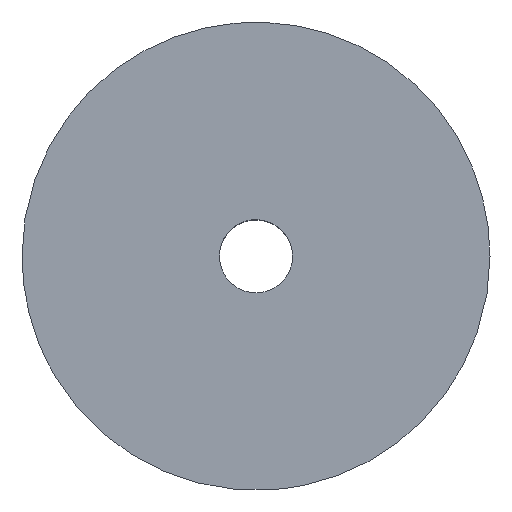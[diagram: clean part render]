
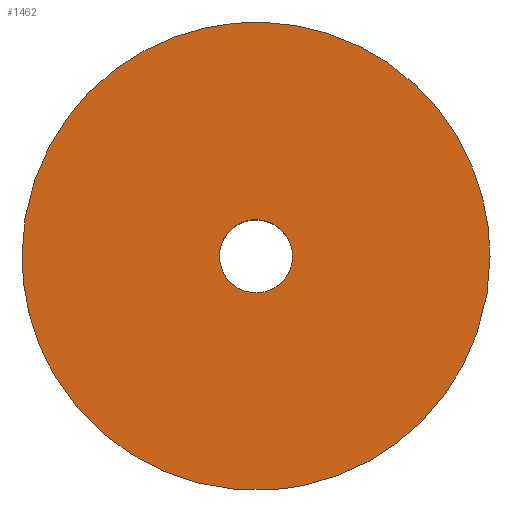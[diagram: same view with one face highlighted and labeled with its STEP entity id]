
A CAD part, top view. The second image highlights one B-rep face of the part: STEP entity #1462.
In plain terms, the highlighted free-form (B-spline) face has degree [1, 1] with [2, 2] control points.
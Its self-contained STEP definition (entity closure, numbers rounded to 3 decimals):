
#716=CARTESIAN_POINT('',(1.255,-15.951,25.));
#717=VERTEX_POINT('',#716);
#723=CARTESIAN_POINT('',(-14.878,-5.886,25.));
#724=VERTEX_POINT('',#723);
#725=CARTESIAN_POINT('',(1.255,-15.951,25.));
#726=CARTESIAN_POINT('',(0.629,-16.,25.));
#727=CARTESIAN_POINT('',(0.,-16.,25.));
#728=CARTESIAN_POINT('',(-10.876,-16.,25.));
#729=CARTESIAN_POINT('',(-14.878,-5.886,25.));
#737=(BOUNDED_CURVE()B_SPLINE_CURVE(2,(#725,#726,#727,#728,#729),.UNSPECIFIED.,.F.,.U.)B_SPLINE_CURVE_WITH_KNOTS((3,2,3),(0.736,0.75,0.938),.UNSPECIFIED.)CURVE()GEOMETRIC_REPRESENTATION_ITEM()RATIONAL_B_SPLINE_CURVE((0.97,0.984,1.0,0.78,0.89))REPRESENTATION_ITEM(''));
#738=EDGE_CURVE('',#717,#724,#737,.T.);
#790=CARTESIAN_POINT('',(-16.0,0.0,25.0));
#791=VERTEX_POINT('',#790);
#792=CARTESIAN_POINT('',(-14.878,-5.886,25.));
#793=CARTESIAN_POINT('',(-16.,-3.05,25.));
#794=CARTESIAN_POINT('',(-16.0,0.0,25.0));
#802=(BOUNDED_CURVE()B_SPLINE_CURVE(2,(#792,#793,#794),.UNSPECIFIED.,.F.,.U.)B_SPLINE_CURVE_WITH_KNOTS((3,3),(0.938,1.0),.UNSPECIFIED.)CURVE()GEOMETRIC_REPRESENTATION_ITEM()RATIONAL_B_SPLINE_CURVE((0.89,0.927,1.0))REPRESENTATION_ITEM(''));
#803=EDGE_CURVE('',#724,#791,#802,.T.);
#805=CARTESIAN_POINT('',(16.0,0.0,25.0));
#806=VERTEX_POINT('',#805);
#807=CARTESIAN_POINT('',(-16.0,0.0,25.0));
#808=CARTESIAN_POINT('',(-16.,16.,25.0));
#809=CARTESIAN_POINT('',(0.0,16.0,25.0));
#810=CARTESIAN_POINT('',(16.,16.,25.0));
#811=CARTESIAN_POINT('',(16.0,0.0,25.0));
#819=(BOUNDED_CURVE()B_SPLINE_CURVE(2,(#807,#808,#809,#810,#811),.UNSPECIFIED.,.F.,.U.)B_SPLINE_CURVE_WITH_KNOTS((3,2,3),(0.0,0.25,0.5),.UNSPECIFIED.)CURVE()GEOMETRIC_REPRESENTATION_ITEM()RATIONAL_B_SPLINE_CURVE((1.0,0.707,1.0,0.707,1.0))REPRESENTATION_ITEM(''));
#820=EDGE_CURVE('',#791,#806,#819,.T.);
#822=CARTESIAN_POINT('',(16.0,0.0,25.0));
#823=CARTESIAN_POINT('',(16.,-14.79,25.));
#824=CARTESIAN_POINT('',(1.255,-15.951,25.));
#832=(BOUNDED_CURVE()B_SPLINE_CURVE(2,(#822,#823,#824),.UNSPECIFIED.,.F.,.U.)B_SPLINE_CURVE_WITH_KNOTS((3,3),(0.5,0.736),.UNSPECIFIED.)CURVE()GEOMETRIC_REPRESENTATION_ITEM()RATIONAL_B_SPLINE_CURVE((1.0,0.723,0.97))REPRESENTATION_ITEM(''));
#833=EDGE_CURVE('',#806,#717,#832,.T.);
#921=CARTESIAN_POINT('',(-0.295,2.483,25.0));
#922=VERTEX_POINT('',#921);
#923=CARTESIAN_POINT('',(2.5,0.0,25.0));
#924=VERTEX_POINT('',#923);
#925=CARTESIAN_POINT('',(-0.295,2.483,25.));
#926=CARTESIAN_POINT('',(-0.148,2.5,25.));
#927=CARTESIAN_POINT('',(0.0,2.5,25.0));
#928=CARTESIAN_POINT('',(2.5,2.5,25.0));
#929=CARTESIAN_POINT('',(2.5,0.0,25.0));
#937=(BOUNDED_CURVE()B_SPLINE_CURVE(2,(#925,#926,#927,#928,#929),.UNSPECIFIED.,.F.,.U.)B_SPLINE_CURVE_WITH_KNOTS((3,2,3),(0.23,0.25,0.5),.UNSPECIFIED.)CURVE()GEOMETRIC_REPRESENTATION_ITEM()RATIONAL_B_SPLINE_CURVE((0.956,0.976,1.0,0.707,1.0))REPRESENTATION_ITEM(''));
#938=EDGE_CURVE('',#922,#924,#937,.T.);
#979=CARTESIAN_POINT('',(0.153,-2.495,25.0));
#980=VERTEX_POINT('',#979);
#986=CARTESIAN_POINT('',(2.5,0.0,25.0));
#987=CARTESIAN_POINT('',(2.5,-2.352,25.));
#988=CARTESIAN_POINT('',(0.153,-2.495,25.));
#996=(BOUNDED_CURVE()B_SPLINE_CURVE(2,(#986,#987,#988),.UNSPECIFIED.,.F.,.U.)B_SPLINE_CURVE_WITH_KNOTS((3,3),(0.5,0.739),.UNSPECIFIED.)CURVE()GEOMETRIC_REPRESENTATION_ITEM()RATIONAL_B_SPLINE_CURVE((1.0,0.72,0.976))REPRESENTATION_ITEM(''));
#997=EDGE_CURVE('',#924,#980,#996,.T.);
#1020=CARTESIAN_POINT('',(-2.5,0.0,25.0));
#1021=VERTEX_POINT('',#1020);
#1022=CARTESIAN_POINT('',(-2.5,0.0,25.0));
#1023=CARTESIAN_POINT('',(-2.5,2.22,25.));
#1024=CARTESIAN_POINT('',(-0.295,2.483,25.));
#1032=(BOUNDED_CURVE()B_SPLINE_CURVE(2,(#1022,#1023,#1024),.UNSPECIFIED.,.F.,.U.)B_SPLINE_CURVE_WITH_KNOTS((3,3),(0.0,0.23),.UNSPECIFIED.)CURVE()GEOMETRIC_REPRESENTATION_ITEM()RATIONAL_B_SPLINE_CURVE((1.0,0.731,0.956))REPRESENTATION_ITEM(''));
#1033=EDGE_CURVE('',#1021,#922,#1032,.T.);
#1035=CARTESIAN_POINT('',(0.153,-2.495,25.0));
#1036=CARTESIAN_POINT('',(0.076,-2.5,25.0));
#1037=CARTESIAN_POINT('',(0.0,-2.5,25.0));
#1038=CARTESIAN_POINT('',(-2.5,-2.5,25.0));
#1039=CARTESIAN_POINT('',(-2.5,0.0,25.0));
#1047=(BOUNDED_CURVE()B_SPLINE_CURVE(2,(#1035,#1036,#1037,#1038,#1039),.UNSPECIFIED.,.F.,.U.)B_SPLINE_CURVE_WITH_KNOTS((3,2,3),(0.739,0.75,1.0),.UNSPECIFIED.)CURVE()GEOMETRIC_REPRESENTATION_ITEM()RATIONAL_B_SPLINE_CURVE((0.976,0.988,1.0,0.707,1.0))REPRESENTATION_ITEM(''));
#1048=EDGE_CURVE('',#980,#1021,#1047,.T.);
#1445=CARTESIAN_POINT('',(17.598,-17.598,25.0));
#1446=CARTESIAN_POINT('',(-17.598,-17.598,25.0));
#1447=CARTESIAN_POINT('',(17.598,17.598,25.0));
#1448=CARTESIAN_POINT('',(-17.598,17.598,25.0));
#1449=B_SPLINE_SURFACE_WITH_KNOTS('',1,1,((#1445,#1447),(#1446,#1448)),.UNSPECIFIED.,.F.,.F.,.U.,(2,2),(2,2),(0.0,35.197),(0.0,35.196),.UNSPECIFIED.);
#1450=ORIENTED_EDGE('',*,*,#803,.F.);
#1451=ORIENTED_EDGE('',*,*,#738,.F.);
#1452=ORIENTED_EDGE('',*,*,#833,.F.);
#1453=ORIENTED_EDGE('',*,*,#820,.F.);
#1454=EDGE_LOOP('',(#1450,#1451,#1452,#1453));
#1455=FACE_OUTER_BOUND('',#1454,.T.);
#1456=ORIENTED_EDGE('',*,*,#997,.T.);
#1457=ORIENTED_EDGE('',*,*,#1048,.T.);
#1458=ORIENTED_EDGE('',*,*,#1033,.T.);
#1459=ORIENTED_EDGE('',*,*,#938,.T.);
#1460=EDGE_LOOP('',(#1456,#1457,#1458,#1459));
#1461=FACE_BOUND('',#1460,.T.);
#1462=ADVANCED_FACE('',(#1455,#1461),#1449,.F.);
